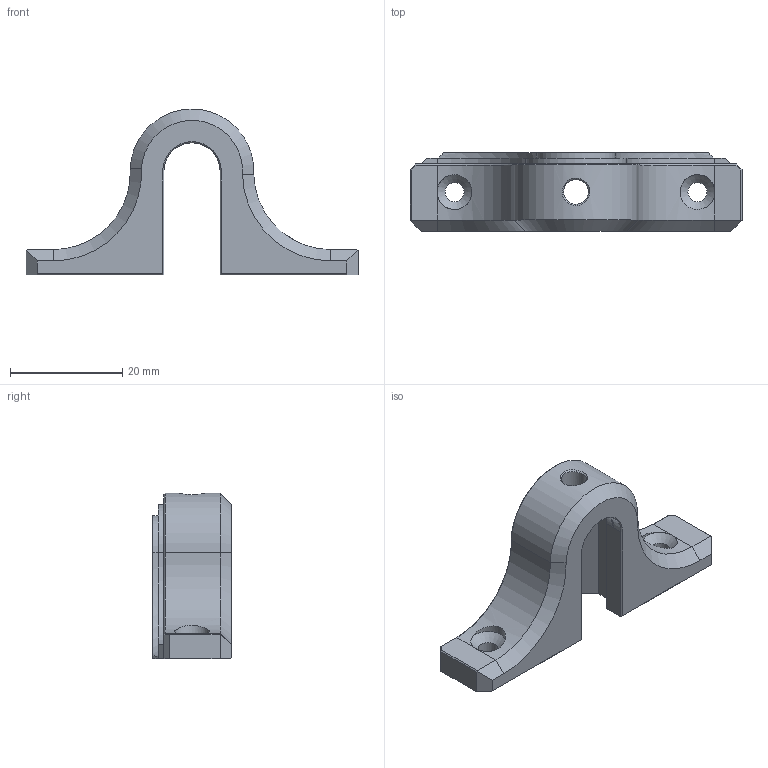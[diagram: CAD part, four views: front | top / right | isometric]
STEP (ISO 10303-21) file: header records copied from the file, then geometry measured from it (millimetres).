
FILE_DESCRIPTION(/* description */ (''),/* implementation_level */ '2;1');
FILE_NAME(/* name */ 'travel_adjuster.step',/* time_stamp */ '2025-11-21T19:36:44Z',/* author */ (''),/* organization */ (''),/* preprocessor_version */ 'ST-DEVELOPER v20.1',/* originating_system */ 'Autodesk Translation Framework v14.21.0.0',/* authorisation */ '');
FILE_SCHEMA (('AUTOMOTIVE_DESIGN { 1 0 10303 214 3 1 1 }'));
Length unit declared in the file: millimetre
Products named in the file (2): Teaspoon Telegraph V7; Travel Stop V5.1
Assembly tree (1 placements, depth 2):
  Teaspoon Telegraph V7
    Travel Stop V5.1
Bounding box: 59.07 x 14 x 29.5 mm (x, y, z)
Volume: 6844.2 mm3; surface area: 4111.2 mm2
Topology: 1 solids, 1 shells, 117 faces, 323 edges, 208 vertices
Faces by surface type: plane 72, cylinder 31, cone 11, bspline 3
Full cylindrical faces by diameter (mm): 3.4 x2, 4.401 x1, 6.2 x2
Entity records: 4345 total; most frequent: CARTESIAN_POINT 1297, ORIENTED_EDGE 646, DIRECTION 607, EDGE_CURVE 323, LINE 211, VECTOR 211, VERTEX_POINT 208, AXIS2_PLACEMENT_3D 198
